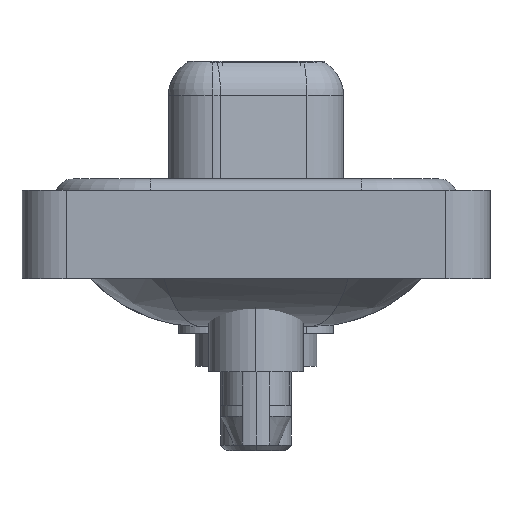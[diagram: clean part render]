
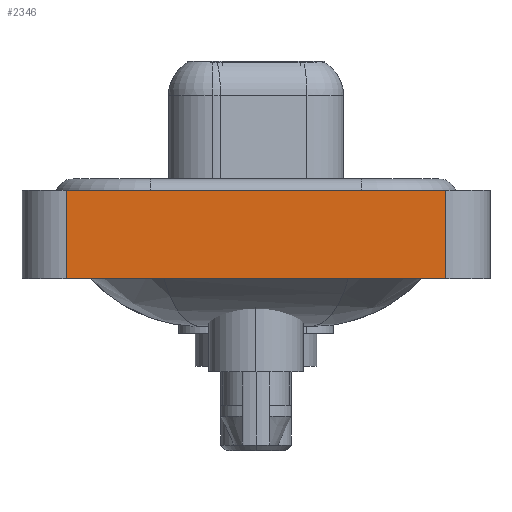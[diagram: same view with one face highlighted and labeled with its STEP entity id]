
A CAD part, left-side view. The second image highlights one B-rep face of the part: STEP entity #2346.
In plain terms, the highlighted planar face has unit normal (-1, 0, 0).
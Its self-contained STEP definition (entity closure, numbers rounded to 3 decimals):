
#447 = VECTOR ( 'NONE', #2181, 1000. ) ;
#827 = EDGE_CURVE ( 'NONE', #7779, #10898, #13760, .T. ) ;
#2181 = DIRECTION ( 'NONE',  ( 0., 0., 1. ) ) ;
#2312 = PLANE ( 'NONE',  #6005 ) ;
#2346 = ADVANCED_FACE ( 'NONE', ( #7099 ), #2312, .T. ) ;
#2499 = DIRECTION ( 'NONE',  ( 0., 0., 1. ) ) ;
#2681 = CARTESIAN_POINT ( 'NONE',  ( -7.25, -8.55, -3.6 ) ) ;
#2865 = EDGE_CURVE ( 'NONE', #8190, #10898, #12765, .T. ) ;
#3065 = VECTOR ( 'NONE', #11588, 1000. ) ;
#3733 = ORIENTED_EDGE ( 'NONE', *, *, #8042, .T. ) ;
#3855 = DIRECTION ( 'NONE',  ( 0., -1., 0. ) ) ;
#4907 = DIRECTION ( 'NONE',  ( -1., 0., 0. ) ) ;
#5191 = EDGE_LOOP ( 'NONE', ( #14752, #13562, #5376, #3733 ) ) ;
#5376 = ORIENTED_EDGE ( 'NONE', *, *, #10622, .F. ) ;
#5440 = LINE ( 'NONE', #2681, #8004 ) ;
#5796 = CARTESIAN_POINT ( 'NONE',  ( -7.25, -8.55, -3.6 ) ) ;
#5978 = CARTESIAN_POINT ( 'NONE',  ( -7.25, -8.55, 0.4 ) ) ;
#6005 = AXIS2_PLACEMENT_3D ( 'NONE', #16406, #4907, #8521 ) ;
#6946 = CARTESIAN_POINT ( 'NONE',  ( -7.25, 8.55, 0.4 ) ) ;
#7099 = FACE_OUTER_BOUND ( 'NONE', #5191, .T. ) ;
#7779 = VERTEX_POINT ( 'NONE', #5796 ) ;
#8004 = VECTOR ( 'NONE', #3855, 1000. ) ;
#8042 = EDGE_CURVE ( 'NONE', #15321, #7779, #5440, .T. ) ;
#8190 = VERTEX_POINT ( 'NONE', #6946 ) ;
#8521 = DIRECTION ( 'NONE',  ( 0., 0., 1. ) ) ;
#8725 = CARTESIAN_POINT ( 'NONE',  ( -7.25, -8.55, -3.6 ) ) ;
#10062 = LINE ( 'NONE', #12487, #12906 ) ;
#10622 = EDGE_CURVE ( 'NONE', #15321, #8190, #10062, .T. ) ;
#10898 = VERTEX_POINT ( 'NONE', #5978 ) ;
#11588 = DIRECTION ( 'NONE',  ( 0., -1., 0. ) ) ;
#12487 = CARTESIAN_POINT ( 'NONE',  ( -7.25, 8.55, -3.6 ) ) ;
#12683 = CARTESIAN_POINT ( 'NONE',  ( -7.25, -8.55, 0.4 ) ) ;
#12765 = LINE ( 'NONE', #12683, #3065 ) ;
#12906 = VECTOR ( 'NONE', #2499, 1000. ) ;
#13562 = ORIENTED_EDGE ( 'NONE', *, *, #2865, .F. ) ;
#13760 = LINE ( 'NONE', #8725, #447 ) ;
#14752 = ORIENTED_EDGE ( 'NONE', *, *, #827, .T. ) ;
#15060 = CARTESIAN_POINT ( 'NONE',  ( -7.25, 8.55, -3.6 ) ) ;
#15321 = VERTEX_POINT ( 'NONE', #15060 ) ;
#16406 = CARTESIAN_POINT ( 'NONE',  ( -7.25, -8.55, -3.6 ) ) ;
